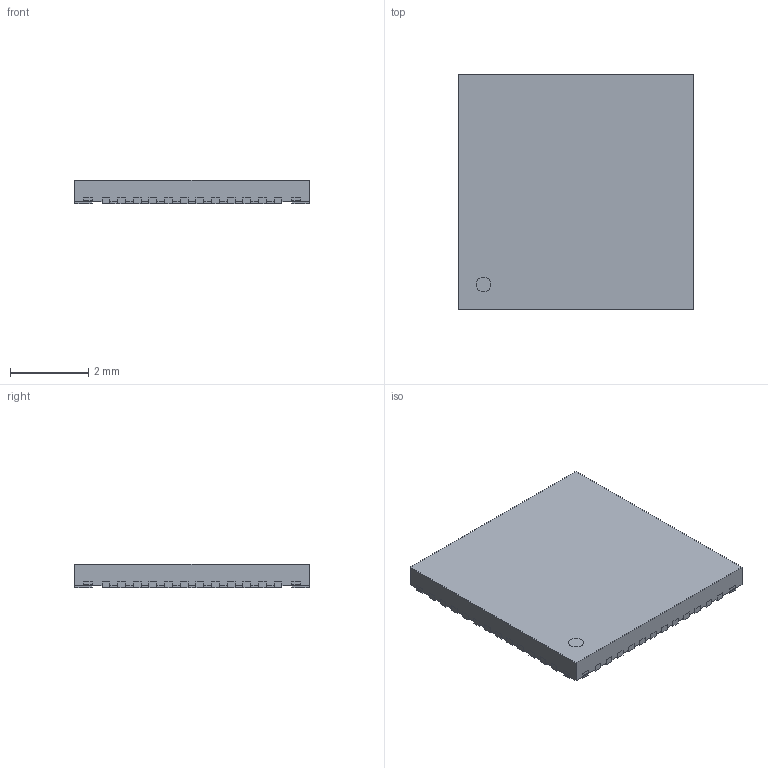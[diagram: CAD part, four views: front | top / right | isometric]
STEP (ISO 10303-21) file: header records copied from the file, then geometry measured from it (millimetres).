
FILE_DESCRIPTION(('FreeCAD Model'),'2;1');
FILE_NAME('QFN40P600X600X55-49N.step', '2021-12-22T01:53:03',('kicad StepUp'),('ksu MCAD'), 'Open CASCADE STEP processor 7.3','FreeCAD','Unknown');
FILE_SCHEMA(('AUTOMOTIVE_DESIGN { 1 0 10303 214 1 1 1 1 }'));
Length unit declared in the file: millimetre
Products named in the file (1): QFN40P600X600X55-49N
Bounding box: 6 x 6 x 0.6 mm (x, y, z)
Volume: 21.1 mm3; surface area: 154 mm2
Topology: 63 solids, 63 shells, 668 faces, 1596 edges, 1064 vertices
Faces by surface type: plane 534, cylinder 134
Entity records: 23754 total; most frequent: CARTESIAN_POINT 3329, DIRECTION 3202, ORIENTED_EDGE 3192, EDGE_CURVE 1596, LINE 1328, VECTOR 1328, VERTEX_POINT 1064, AXIS2_PLACEMENT_3D 937
